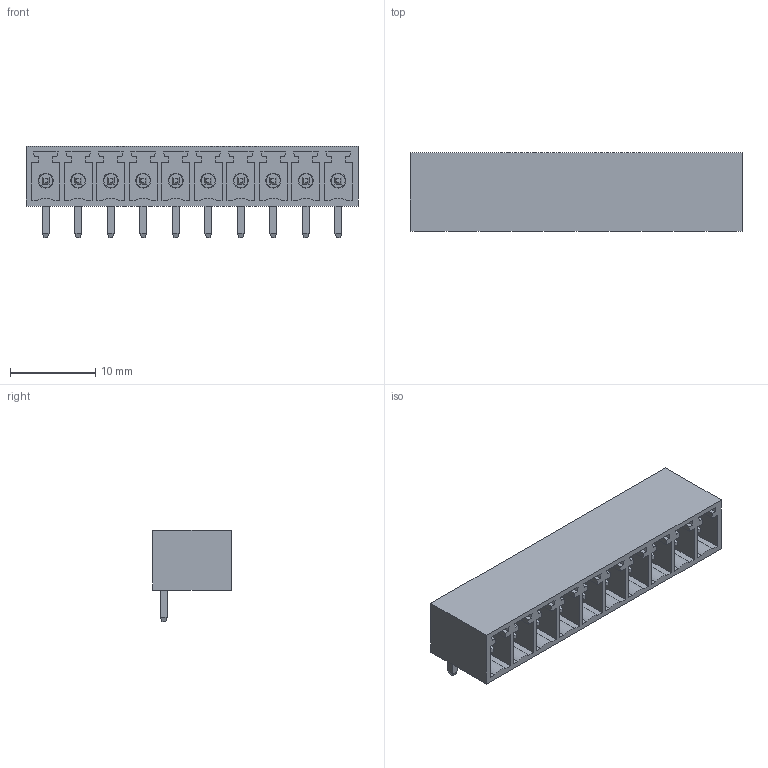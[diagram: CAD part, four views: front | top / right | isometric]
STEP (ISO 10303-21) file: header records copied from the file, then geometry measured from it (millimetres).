
FILE_DESCRIPTION (( 'STEP AP214' ), '1' );
FILE_NAME ('KF2EDGR-3.81-10P.STEP', '2023-09-29T12:26:25', ( '' ), ( '' ), 'SwSTEP 2.0', 'SolidWorks 2016', '' );
FILE_SCHEMA (( 'AUTOMOTIVE_DESIGN' ));
Length unit declared in the file: millimetre
Products named in the file (1): KF2EDGR-3.81-10P
Bounding box: 38.9 x 9.2 x 10.7 mm (x, y, z)
Volume: 1406.7 mm3; surface area: 3117.5 mm2
Topology: 1 solids, 1 shells, 386 faces, 932 edges, 588 vertices
Faces by surface type: plane 336, cylinder 30, cone 20
Entity records: 14741 total; most frequent: CARTESIAN_POINT 1907, ORIENTED_EDGE 1864, DIRECTION 1786, EDGE_CURVE 932, VECTOR 852, LINE 852, VERTEX_POINT 588, AXIS2_PLACEMENT_3D 467
